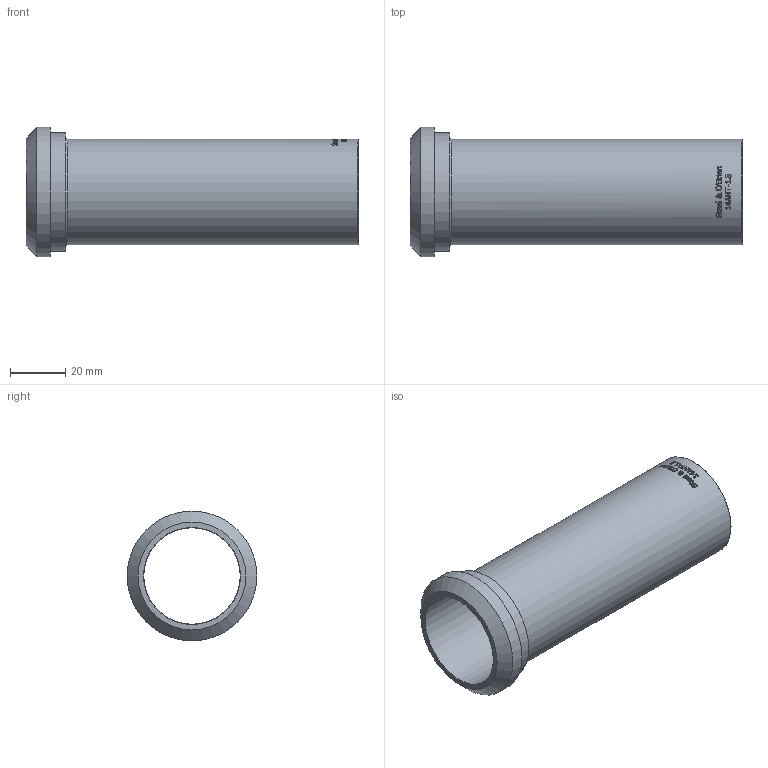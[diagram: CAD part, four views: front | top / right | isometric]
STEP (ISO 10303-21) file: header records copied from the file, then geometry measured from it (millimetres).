
FILE_DESCRIPTION(/* description */ (''),/* implementation_level */ '2;1');
FILE_NAME(/* name */ '14AHT-1.5.stp',/* time_stamp */ '2021-08-30T15:43:30-04:00',/* author */ ('rick'),/* organization */ (''),/* preprocessor_version */ 'ST-DEVELOPER v18',/* originating_system */ 'Autodesk Inventor 2020',/* authorisation */ '');
FILE_SCHEMA (('AUTOMOTIVE_DESIGN { 1 0 10303 214 3 1 1 }'));
Length unit declared in the file: inch
Products named in the file (1): 14AHT-1.5
Bounding box: 119.86 x 46.84 x 46.84 mm (x, y, z)
Volume: 28263.1 mm3; surface area: 28913.7 mm2
Topology: 1 solids, 1 shells, 340 faces, 921 edges, 618 vertices
Faces by surface type: plane 164, bspline 134, cylinder 37, torus 4, cone 1
Full cylindrical faces by diameter (mm): 34.798 x1, 38.1 x1, 42.621 x1, 46.838 x1
Entity records: 13774 total; most frequent: CARTESIAN_POINT 5816, ORIENTED_EDGE 1842, DIRECTION 1283, EDGE_CURVE 921, VERTEX_POINT 618, LINE 437, VECTOR 437, AXIS2_PLACEMENT_3D 423
